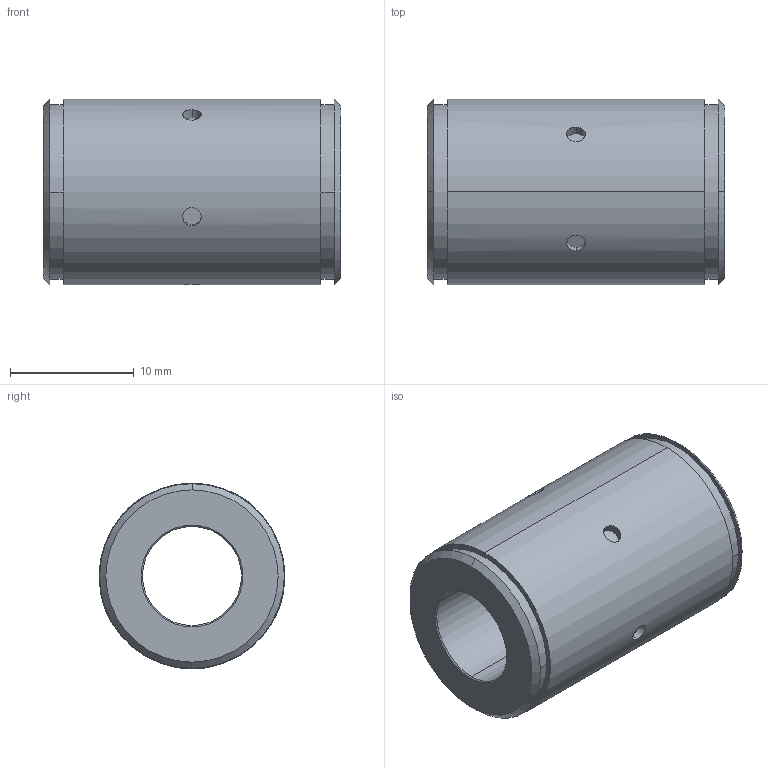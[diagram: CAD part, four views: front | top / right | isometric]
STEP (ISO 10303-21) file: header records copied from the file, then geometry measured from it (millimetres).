
FILE_DESCRIPTION(('STEP AP214'),'1');
FILE_NAME('dbl_815x.stp','2019-04-15T17:00:07',('TraceParts'),('TraceParts S.A.'),'Spatial InterOp 3D',' ',' ');
FILE_SCHEMA(('AUTOMOTIVE_DESIGN { 1 0 10303 214 1 1 1 1 }'));
Length unit declared in the file: millimetre
Products named in the file (1): dbl_815x
Bounding box: 24 x 15 x 15 mm (x, y, z)
Volume: 2969.4 mm3; surface area: 2038.4 mm2
Topology: 1 solids, 1 shells, 37 faces, 81 edges, 54 vertices
Faces by surface type: cylinder 18, plane 11, cone 8
Entity records: 1494 total; most frequent: CARTESIAN_POINT 329, DIRECTION 187, ORIENTED_EDGE 162, EDGE_CURVE 81, AXIS2_PLACEMENT_3D 80, VERTEX_POINT 54, EDGE_LOOP 47, CIRCLE 42
